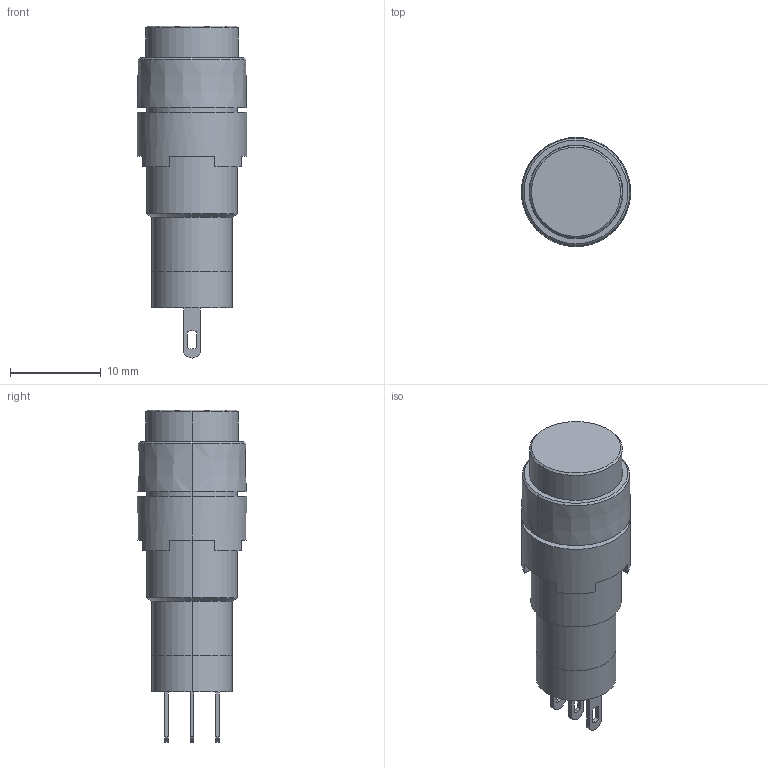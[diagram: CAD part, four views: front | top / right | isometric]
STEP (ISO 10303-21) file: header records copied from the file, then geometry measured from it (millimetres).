
FILE_DESCRIPTION (( 'STEP AP214' ), '1' );
FILE_NAME ('07_AB1M-[M][A]1$1.STEP', '2020-10-23T08:11:08', ( 'IDEC' ), ( 'IDEC' ), 'SwSTEP 2.0', 'SolidWorks 2019', '' );
FILE_SCHEMA (( 'AUTOMOTIVE_DESIGN' ));
Length unit declared in the file: millimetre
Products named in the file (4): 07_AB1M-[M][A]1$1; A1-LOCK-NUT; A1-NONILL-BASE; A1-BODY-M
Assembly tree (3 placements, depth 2):
  07_AB1M-[M][A]1$1
    A1-BODY-M
    A1-NONILL-BASE
    A1-LOCK-NUT
Bounding box: 12 x 12 x 36.5 mm (x, y, z)
Volume: 2630.4 mm3; surface area: 1898.7 mm2
Topology: 3 solids, 3 shells, 79 faces, 196 edges, 128 vertices
Faces by surface type: plane 42, cylinder 29, cone 8
Entity records: 2538 total; most frequent: DIRECTION 448, CARTESIAN_POINT 409, ORIENTED_EDGE 392, EDGE_CURVE 196, AXIS2_PLACEMENT_3D 167, VERTEX_POINT 128, VECTOR 114, LINE 114
